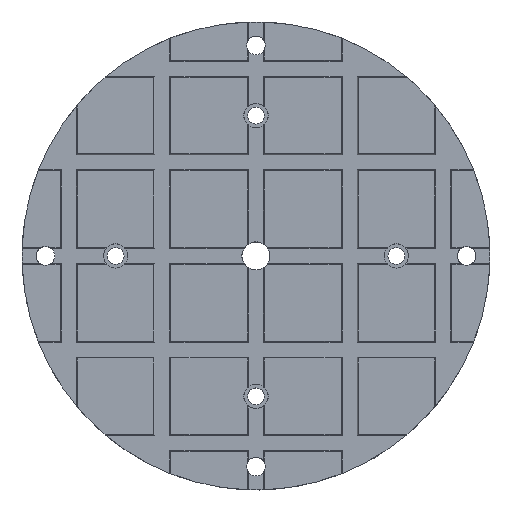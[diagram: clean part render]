
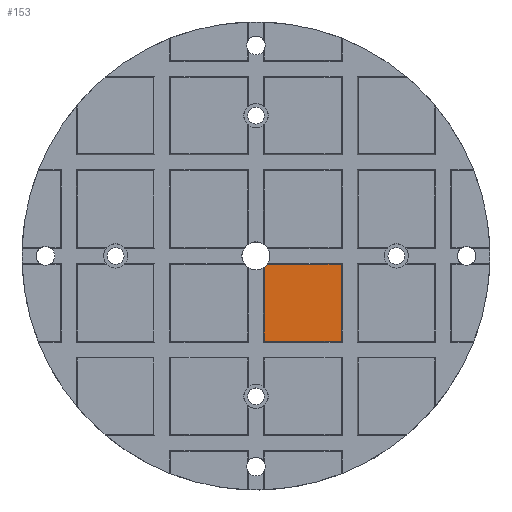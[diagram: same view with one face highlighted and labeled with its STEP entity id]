
A CAD part, top view. The second image highlights one B-rep face of the part: STEP entity #153.
In plain terms, the highlighted planar face has unit normal (0, 0, 1).
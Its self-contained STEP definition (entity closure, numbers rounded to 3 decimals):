
#153 = ADVANCED_FACE( '', ( #674 ), #675, .F. );
#674 = FACE_OUTER_BOUND( '', #1554, .T. );
#675 = PLANE( '', #1555 );
#1554 = EDGE_LOOP( '', ( #3175, #3176, #3177, #3178, #3179 ) );
#1555 = AXIS2_PLACEMENT_3D( '', #3180, #3181, #3182 );
#3175 = ORIENTED_EDGE( '', *, *, #6275, .T. );
#3176 = ORIENTED_EDGE( '', *, *, #6276, .T. );
#3177 = ORIENTED_EDGE( '', *, *, #6277, .F. );
#3178 = ORIENTED_EDGE( '', *, *, #6278, .T. );
#3179 = ORIENTED_EDGE( '', *, *, #6279, .F. );
#3180 = CARTESIAN_POINT( '', ( 0., 0., 65. ) );
#3181 = DIRECTION( '', ( 0., 0., -1. ) );
#3182 = DIRECTION( '', ( -1., 0., 0. ) );
#6275 = EDGE_CURVE( '', #7840, #7841, #7842, .T. );
#6276 = EDGE_CURVE( '', #7841, #7843, #7844, .T. );
#6277 = EDGE_CURVE( '', #7845, #7843, #7846, .T. );
#6278 = EDGE_CURVE( '', #7845, #7847, #7848, .T. );
#6279 = EDGE_CURVE( '', #7840, #7847, #7849, .T. );
#7840 = VERTEX_POINT( '', #10080 );
#7841 = VERTEX_POINT( '', #10081 );
#7842 = LINE( '', #10082, #10083 );
#7843 = VERTEX_POINT( '', #10084 );
#7844 = LINE( '', #10085, #10086 );
#7845 = VERTEX_POINT( '', #10087 );
#7846 = LINE( '', #10088, #10089 );
#7847 = VERTEX_POINT( '', #10090 );
#7848 = CIRCLE( '', #10091, 15. );
#7849 = LINE( '', #10092, #10093 );
#10080 = CARTESIAN_POINT( '', ( 9., -91., 65. ) );
#10081 = CARTESIAN_POINT( '', ( 91., -91., 65. ) );
#10082 = CARTESIAN_POINT( '', ( -250., -91., 65. ) );
#10083 = VECTOR( '', #12459, 1000. );
#10084 = CARTESIAN_POINT( '', ( 91., -9., 65. ) );
#10085 = CARTESIAN_POINT( '', ( 91., -250., 65. ) );
#10086 = VECTOR( '', #12460, 1000. );
#10087 = CARTESIAN_POINT( '', ( 12., -9., 65. ) );
#10088 = CARTESIAN_POINT( '', ( -250., -9., 65. ) );
#10089 = VECTOR( '', #12461, 1000. );
#10090 = CARTESIAN_POINT( '', ( 9., -12., 65. ) );
#10091 = AXIS2_PLACEMENT_3D( '', #12462, #12463, #12464 );
#10092 = CARTESIAN_POINT( '', ( 9., -250., 65. ) );
#10093 = VECTOR( '', #12465, 1000. );
#12459 = DIRECTION( '', ( 1., 0., 0. ) );
#12460 = DIRECTION( '', ( 0., 1., 0. ) );
#12461 = DIRECTION( '', ( 1., 0., 0. ) );
#12462 = CARTESIAN_POINT( '', ( 0., 0., 65. ) );
#12463 = DIRECTION( '', ( 0., 0., -1. ) );
#12464 = DIRECTION( '', ( 0., -1., 0. ) );
#12465 = DIRECTION( '', ( 0., 1., 0. ) );
